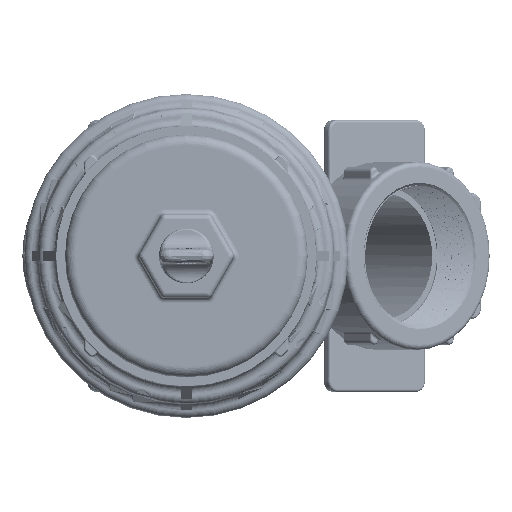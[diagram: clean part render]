
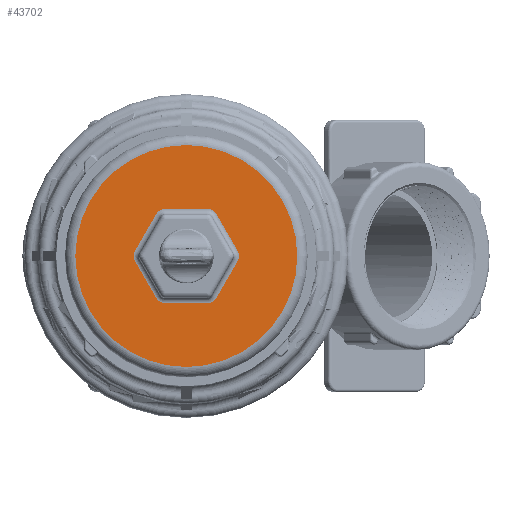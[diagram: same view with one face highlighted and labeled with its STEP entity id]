
A CAD part, front view. The second image highlights one B-rep face of the part: STEP entity #43702.
In plain terms, the highlighted face is planar.
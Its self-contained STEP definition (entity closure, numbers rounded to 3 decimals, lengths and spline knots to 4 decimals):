
#1024=FACE_BOUND('',#6125,.T.);
#2557=PLANE('',#46993);
#3945=FACE_OUTER_BOUND('',#6124,.T.);
#6124=EDGE_LOOP('',(#33870));
#6125=EDGE_LOOP('',(#33871,#33872,#33873,#33874,#33875,#33876,#33877,#33878,
#33879,#33880,#33881,#33882));
#8900=CIRCLE('',#46960,0.25);
#8904=CIRCLE('',#46966,0.25);
#8908=CIRCLE('',#46972,0.25);
#8911=CIRCLE('',#46977,0.25);
#8914=CIRCLE('',#46982,0.25);
#8917=CIRCLE('',#46987,0.25);
#8918=CIRCLE('',#46994,2.655);
#13524=LINE('',#82109,#15636);
#13525=LINE('',#82120,#15637);
#13527=LINE('',#82131,#15639);
#13529=LINE('',#82140,#15641);
#13530=LINE('',#82148,#15642);
#13531=LINE('',#82156,#15643);
#15636=VECTOR('',#53404,0.3937);
#15637=VECTOR('',#53417,0.3937);
#15639=VECTOR('',#53431,0.3937);
#15641=VECTOR('',#53443,0.3937);
#15642=VECTOR('',#53454,0.3937);
#15643=VECTOR('',#53465,0.3937);
#18436=VERTEX_POINT('',#82102);
#18439=VERTEX_POINT('',#82107);
#18441=VERTEX_POINT('',#82112);
#18443=VERTEX_POINT('',#82118);
#18445=VERTEX_POINT('',#82124);
#18446=VERTEX_POINT('',#82129);
#18447=VERTEX_POINT('',#82134);
#18448=VERTEX_POINT('',#82138);
#18449=VERTEX_POINT('',#82142);
#18450=VERTEX_POINT('',#82146);
#18451=VERTEX_POINT('',#82150);
#18452=VERTEX_POINT('',#82154);
#18453=VERTEX_POINT('',#82171);
#24216=EDGE_CURVE('',#18439,#18436,#13524,.T.);
#24218=EDGE_CURVE('',#18441,#18439,#8900,.T.);
#24221=EDGE_CURVE('',#18443,#18441,#13525,.T.);
#24224=EDGE_CURVE('',#18445,#18443,#8904,.T.);
#24227=EDGE_CURVE('',#18446,#18445,#13527,.T.);
#24230=EDGE_CURVE('',#18447,#18446,#8908,.T.);
#24232=EDGE_CURVE('',#18448,#18447,#13529,.T.);
#24234=EDGE_CURVE('',#18449,#18448,#8911,.T.);
#24236=EDGE_CURVE('',#18450,#18449,#13530,.T.);
#24238=EDGE_CURVE('',#18451,#18450,#8914,.T.);
#24240=EDGE_CURVE('',#18452,#18451,#13531,.T.);
#24242=EDGE_CURVE('',#18436,#18452,#8917,.T.);
#24248=EDGE_CURVE('',#18453,#18453,#8918,.T.);
#33870=ORIENTED_EDGE('',*,*,#24248,.T.);
#33871=ORIENTED_EDGE('',*,*,#24216,.F.);
#33872=ORIENTED_EDGE('',*,*,#24218,.F.);
#33873=ORIENTED_EDGE('',*,*,#24221,.F.);
#33874=ORIENTED_EDGE('',*,*,#24224,.F.);
#33875=ORIENTED_EDGE('',*,*,#24227,.F.);
#33876=ORIENTED_EDGE('',*,*,#24230,.F.);
#33877=ORIENTED_EDGE('',*,*,#24232,.F.);
#33878=ORIENTED_EDGE('',*,*,#24234,.F.);
#33879=ORIENTED_EDGE('',*,*,#24236,.F.);
#33880=ORIENTED_EDGE('',*,*,#24238,.F.);
#33881=ORIENTED_EDGE('',*,*,#24240,.F.);
#33882=ORIENTED_EDGE('',*,*,#24242,.F.);
#43702=ADVANCED_FACE('',(#3945,#1024),#2557,.T.);
#46960=AXIS2_PLACEMENT_3D('',#82114,#53409,#53410);
#46966=AXIS2_PLACEMENT_3D('',#82126,#53423,#53424);
#46972=AXIS2_PLACEMENT_3D('',#82136,#53437,#53438);
#46977=AXIS2_PLACEMENT_3D('',#82144,#53448,#53449);
#46982=AXIS2_PLACEMENT_3D('',#82152,#53459,#53460);
#46987=AXIS2_PLACEMENT_3D('',#82159,#53470,#53471);
#46993=AXIS2_PLACEMENT_3D('',#82170,#53487,#53488);
#46994=AXIS2_PLACEMENT_3D('',#82172,#53489,#53490);
#53404=DIRECTION('',(-1.,0.,0.));
#53409=DIRECTION('center_axis',(0.,1.,0.));
#53410=DIRECTION('ref_axis',(0.5,0.,-0.866));
#53417=DIRECTION('',(-0.5,0.,-0.866));
#53423=DIRECTION('center_axis',(0.,1.,0.));
#53424=DIRECTION('ref_axis',(1.,0.,0.));
#53431=DIRECTION('',(0.5,0.,-0.866));
#53437=DIRECTION('center_axis',(0.,1.,0.));
#53438=DIRECTION('ref_axis',(0.5,0.,0.866));
#53443=DIRECTION('',(1.,0.,0.));
#53448=DIRECTION('center_axis',(0.,1.,0.));
#53449=DIRECTION('ref_axis',(-0.5,0.,0.866));
#53454=DIRECTION('',(0.5,0.,0.866));
#53459=DIRECTION('center_axis',(0.,1.,0.));
#53460=DIRECTION('ref_axis',(-1.,0.,0.));
#53465=DIRECTION('',(-0.5,0.,0.866));
#53470=DIRECTION('center_axis',(0.,1.,0.));
#53471=DIRECTION('ref_axis',(-0.5,0.,-0.866));
#53487=DIRECTION('center_axis',(0.,1.,0.));
#53488=DIRECTION('ref_axis',(0.,0.,1.));
#53489=DIRECTION('center_axis',(0.,1.,0.));
#53490=DIRECTION('ref_axis',(-1.,0.,0.));
#82102=CARTESIAN_POINT('',(-0.5052,0.,-1.125));
#82107=CARTESIAN_POINT('',(0.5052,0.,-1.125));
#82109=CARTESIAN_POINT('',(-0.9524,0.,-1.125));
#82112=CARTESIAN_POINT('',(0.7217,0.,-1.));
#82114=CARTESIAN_POINT('Origin',(0.5052,0.,
-0.875));
#82118=CARTESIAN_POINT('',(1.2269,0.,-0.125));
#82120=CARTESIAN_POINT('',(0.664,0.,-1.0999));
#82124=CARTESIAN_POINT('',(1.2269,0.,0.125));
#82126=CARTESIAN_POINT('Origin',(1.0104,0.,
0.));
#82129=CARTESIAN_POINT('',(0.7217,0.,1.));
#82131=CARTESIAN_POINT('',(0.9527,0.,0.5999));
#82134=CARTESIAN_POINT('',(0.5052,0.,1.125));
#82136=CARTESIAN_POINT('Origin',(0.5052,0.,
0.875));
#82138=CARTESIAN_POINT('',(-0.5052,0.,1.125));
#82140=CARTESIAN_POINT('',(-0.3751,0.,1.125));
#82142=CARTESIAN_POINT('',(-0.7217,0.,1.));
#82144=CARTESIAN_POINT('Origin',(-0.5052,0.,
0.875));
#82146=CARTESIAN_POINT('',(-1.2269,0.,0.125));
#82148=CARTESIAN_POINT('',(-0.9959,0.,0.5251));
#82150=CARTESIAN_POINT('',(-1.2269,0.,-0.125));
#82152=CARTESIAN_POINT('Origin',(-1.0104,0.,
0.));
#82154=CARTESIAN_POINT('',(-0.7217,0.,-1.));
#82156=CARTESIAN_POINT('',(-1.2846,0.,-0.0251));
#82159=CARTESIAN_POINT('Origin',(-0.5052,0.,
-0.875));
#82170=CARTESIAN_POINT('Origin',(-1.3275,0.,0.));
#82171=CARTESIAN_POINT('',(0.,0.,-2.655));
#82172=CARTESIAN_POINT('Origin',(0.,0.,0.));
